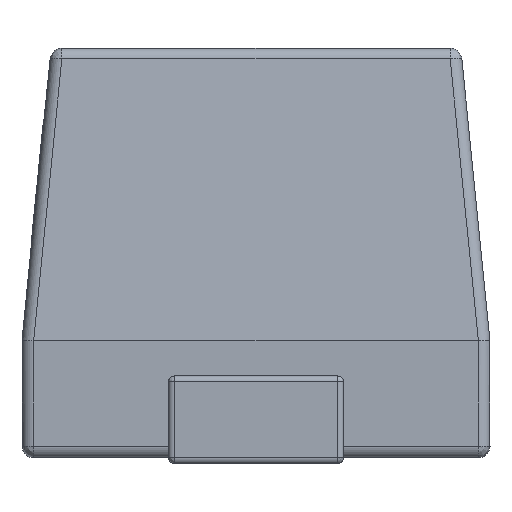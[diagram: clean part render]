
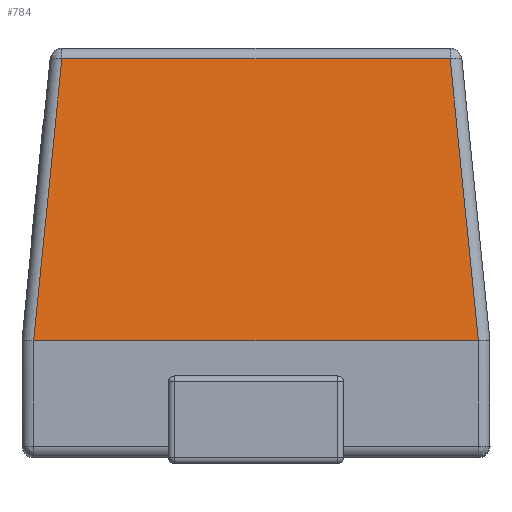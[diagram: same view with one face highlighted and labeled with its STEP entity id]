
A CAD part, left-side view. The second image highlights one B-rep face of the part: STEP entity #784.
In plain terms, the highlighted planar face has unit normal (0.995, 0, -0.1).
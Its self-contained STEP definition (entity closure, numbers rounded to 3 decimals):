
#93 = EDGE_CURVE ( 'NONE', #14595, #3431, #4744, .T. ) ;
#697 = VECTOR ( 'NONE', #3662, 1000. ) ;
#784 = ADVANCED_FACE ( 'NONE', ( #11303 ), #9267, .F. ) ;
#818 = LINE ( 'NONE', #5377, #14582 ) ;
#893 = DIRECTION ( 'NONE',  ( 0., 1., 0. ) ) ;
#1217 = AXIS2_PLACEMENT_3D ( 'NONE', #2515, #8993, #1404 ) ;
#1404 = DIRECTION ( 'NONE',  ( 0.1, 0., 0.995 ) ) ;
#1733 = CARTESIAN_POINT ( 'NONE',  ( -0.552, -0.332, 0.692 ) ) ;
#2515 = CARTESIAN_POINT ( 'NONE',  ( -0.55, 0., 0.71 ) ) ;
#2908 = LINE ( 'NONE', #11072, #12186 ) ;
#3431 = VERTEX_POINT ( 'NONE', #1733 ) ;
#3662 = DIRECTION ( 'NONE',  ( 0.099, 0.099, 0.99 ) ) ;
#4744 = LINE ( 'NONE', #9249, #697 ) ;
#4820 = CARTESIAN_POINT ( 'NONE',  ( -0.6, -0.38, 0.21 ) ) ;
#4836 = ORIENTED_EDGE ( 'NONE', *, *, #93, .F. ) ;
#5076 = CARTESIAN_POINT ( 'NONE',  ( -0.552, 0.332, 0.692 ) ) ;
#5349 = CARTESIAN_POINT ( 'NONE',  ( -0.6, 0.4, 0.21 ) ) ;
#5377 = CARTESIAN_POINT ( 'NONE',  ( -0.552, 0., 0.692 ) ) ;
#7588 = ORIENTED_EDGE ( 'NONE', *, *, #14204, .F. ) ;
#7983 = EDGE_CURVE ( 'NONE', #9012, #13573, #2908, .T. ) ;
#8993 = DIRECTION ( 'NONE',  ( -0.995, 0., 0.1 ) ) ;
#9012 = VERTEX_POINT ( 'NONE', #5076 ) ;
#9249 = CARTESIAN_POINT ( 'NONE',  ( -0.552, -0.332, 0.692 ) ) ;
#9267 = PLANE ( 'NONE',  #1217 ) ;
#10151 = DIRECTION ( 'NONE',  ( 0., -1., 0. ) ) ;
#10633 = ORIENTED_EDGE ( 'NONE', *, *, #7983, .F. ) ;
#10737 = CARTESIAN_POINT ( 'NONE',  ( -0.6, 0.38, 0.21 ) ) ;
#11072 = CARTESIAN_POINT ( 'NONE',  ( -0.6, 0.38, 0.21 ) ) ;
#11206 = ORIENTED_EDGE ( 'NONE', *, *, #11997, .F. ) ;
#11303 = FACE_OUTER_BOUND ( 'NONE', #11496, .T. ) ;
#11496 = EDGE_LOOP ( 'NONE', ( #11206, #10633, #7588, #4836 ) ) ;
#11997 = EDGE_CURVE ( 'NONE', #13573, #14595, #14474, .T. ) ;
#12186 = VECTOR ( 'NONE', #14301, 1000. ) ;
#13023 = VECTOR ( 'NONE', #10151, 1000. ) ;
#13573 = VERTEX_POINT ( 'NONE', #10737 ) ;
#14204 = EDGE_CURVE ( 'NONE', #3431, #9012, #818, .T. ) ;
#14301 = DIRECTION ( 'NONE',  ( -0.099, 0.099, -0.99 ) ) ;
#14474 = LINE ( 'NONE', #5349, #13023 ) ;
#14582 = VECTOR ( 'NONE', #893, 1000. ) ;
#14595 = VERTEX_POINT ( 'NONE', #4820 ) ;
